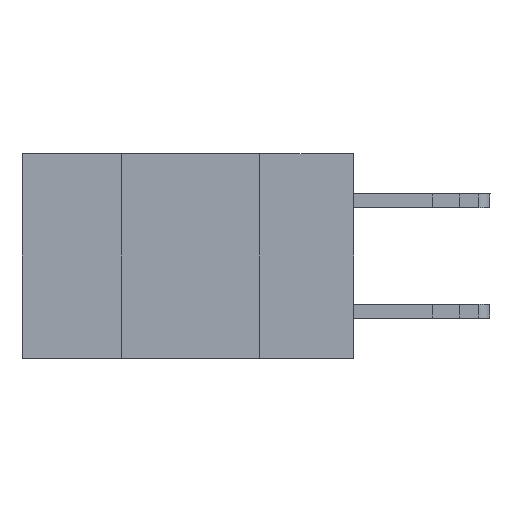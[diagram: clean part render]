
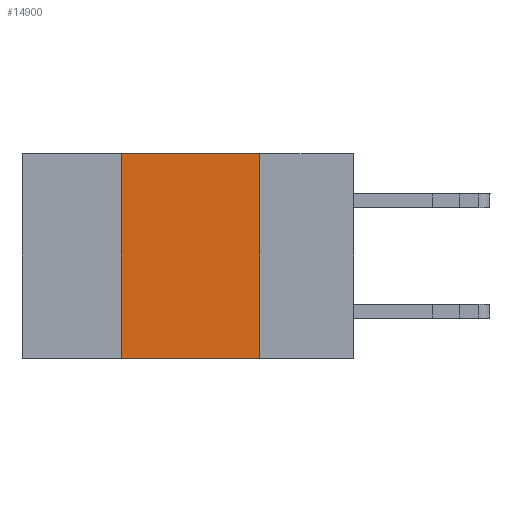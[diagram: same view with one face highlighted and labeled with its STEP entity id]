
A CAD part, left-side view. The second image highlights one B-rep face of the part: STEP entity #14900.
In plain terms, the highlighted planar face has unit normal (-1, 0, 0).
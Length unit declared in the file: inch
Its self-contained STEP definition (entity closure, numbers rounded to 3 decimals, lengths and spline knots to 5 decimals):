
#943 = VERTEX_POINT ( 'NONE', #13593 ) ;
#5433 = VERTEX_POINT ( 'NONE', #15433 ) ;
#6195 = ORIENTED_EDGE ( 'NONE', *, *, #13505, .F. ) ;
#6323 = CARTESIAN_POINT ( 'NONE',  ( 0., 0.17, 0. ) ) ;
#6817 = DIRECTION ( 'NONE',  ( 0., 0., -1. ) ) ;
#7030 = EDGE_CURVE ( 'NONE', #8759, #5433, #8663, .T. ) ;
#7486 = EDGE_CURVE ( 'NONE', #5433, #943, #8012, .T. ) ;
#8012 = LINE ( 'NONE', #6323, #24114 ) ;
#8663 = LINE ( 'NONE', #14952, #20829 ) ;
#8759 = VERTEX_POINT ( 'NONE', #15311 ) ;
#8910 = PLANE ( 'NONE',  #14738 ) ;
#9064 = EDGE_CURVE ( 'NONE', #18578, #943, #25307, .T. ) ;
#11181 = ORIENTED_EDGE ( 'NONE', *, *, #7030, .F. ) ;
#12420 = DIRECTION ( 'NONE',  ( 0., 0., 1. ) ) ;
#12847 = ORIENTED_EDGE ( 'NONE', *, *, #9064, .T. ) ;
#13505 = EDGE_CURVE ( 'NONE', #18578, #8759, #17033, .T. ) ;
#13593 = CARTESIAN_POINT ( 'NONE',  ( 0., 0.17, -0.37 ) ) ;
#14738 = AXIS2_PLACEMENT_3D ( 'NONE', #21590, #15168, #6817 ) ;
#14900 = ADVANCED_FACE ( 'NONE', ( #15646 ), #8910, .F. ) ;
#14952 = CARTESIAN_POINT ( 'NONE',  ( 0., 0.6, 0. ) ) ;
#15155 = VECTOR ( 'NONE', #26974, 39.37008 ) ;
#15168 = DIRECTION ( 'NONE',  ( 1., 0., 0. ) ) ;
#15311 = CARTESIAN_POINT ( 'NONE',  ( 0., 0.42, 0. ) ) ;
#15433 = CARTESIAN_POINT ( 'NONE',  ( 0., 0.17, 0. ) ) ;
#15646 = FACE_OUTER_BOUND ( 'NONE', #15720, .T. ) ;
#15720 = EDGE_LOOP ( 'NONE', ( #18945, #11181, #6195, #12847 ) ) ;
#17033 = LINE ( 'NONE', #27132, #26591 ) ;
#18497 = CARTESIAN_POINT ( 'NONE',  ( 0., 0.6, -0.37 ) ) ;
#18578 = VERTEX_POINT ( 'NONE', #20934 ) ;
#18945 = ORIENTED_EDGE ( 'NONE', *, *, #7486, .F. ) ;
#20829 = VECTOR ( 'NONE', #21453, 39.37008 ) ;
#20934 = CARTESIAN_POINT ( 'NONE',  ( 0., 0.42, -0.37 ) ) ;
#21453 = DIRECTION ( 'NONE',  ( 0., -1., 0. ) ) ;
#21590 = CARTESIAN_POINT ( 'NONE',  ( 0., 0.6, 0. ) ) ;
#24114 = VECTOR ( 'NONE', #25403, 39.37008 ) ;
#25307 = LINE ( 'NONE', #18497, #15155 ) ;
#25403 = DIRECTION ( 'NONE',  ( 0., 0., -1. ) ) ;
#26591 = VECTOR ( 'NONE', #12420, 39.37008 ) ;
#26974 = DIRECTION ( 'NONE',  ( 0., -1., 0. ) ) ;
#27132 = CARTESIAN_POINT ( 'NONE',  ( 0., 0.42, 0. ) ) ;
